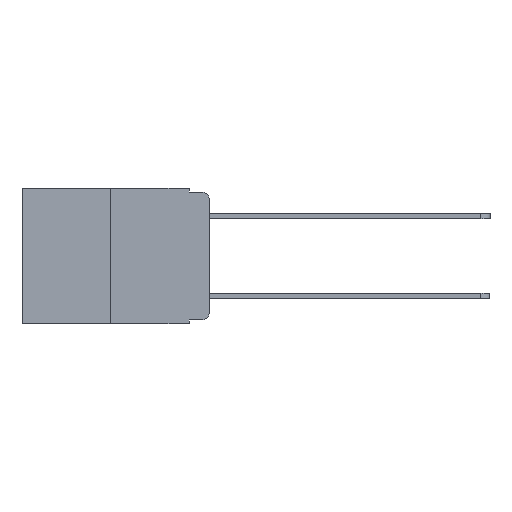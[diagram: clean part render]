
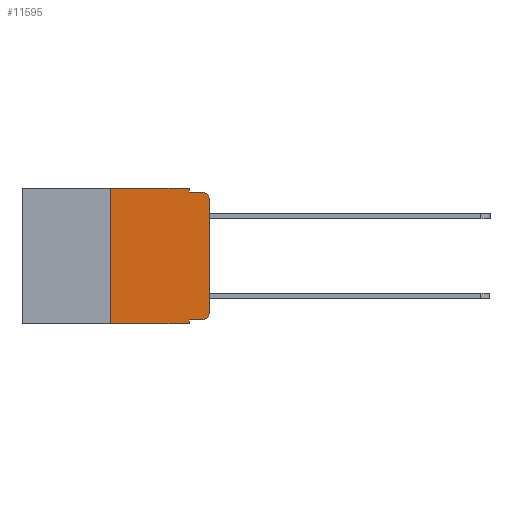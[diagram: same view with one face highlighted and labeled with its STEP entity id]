
A CAD part, left-side view. The second image highlights one B-rep face of the part: STEP entity #11595.
In plain terms, the highlighted planar face has unit normal (-1, 0, 0).
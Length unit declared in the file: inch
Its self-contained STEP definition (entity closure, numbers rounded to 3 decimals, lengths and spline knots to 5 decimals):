
#141 = CARTESIAN_POINT ( 'NONE',  ( 0., 0.051, -0.01 ) ) ;
#195 = VECTOR ( 'NONE', #3605, 39.37008 ) ;
#345 = LINE ( 'NONE', #14222, #18872 ) ;
#559 = EDGE_CURVE ( 'NONE', #18125, #5667, #2114, .T. ) ;
#1029 = DIRECTION ( 'NONE',  ( 0., 0., 1. ) ) ;
#1076 = VERTEX_POINT ( 'NONE', #16907 ) ;
#1368 = DIRECTION ( 'NONE',  ( 0., 0., -1. ) ) ;
#1584 = DIRECTION ( 'NONE',  ( 0., 0., -1. ) ) ;
#1669 = VERTEX_POINT ( 'NONE', #8238 ) ;
#2114 = CIRCLE ( 'NONE', #7206, 0.02 ) ;
#2120 = CARTESIAN_POINT ( 'NONE',  ( 0., 0.051, 0. ) ) ;
#2291 = CARTESIAN_POINT ( 'NONE',  ( 0., 0.473, 0. ) ) ;
#2342 = VERTEX_POINT ( 'NONE', #17203 ) ;
#2374 = CARTESIAN_POINT ( 'NONE',  ( 0., 0., -0.313 ) ) ;
#2389 = DIRECTION ( 'NONE',  ( 0., 0., -1. ) ) ;
#2510 = ORIENTED_EDGE ( 'NONE', *, *, #11443, .T. ) ;
#2538 = DIRECTION ( 'NONE',  ( 0., -1., 0. ) ) ;
#2585 = CARTESIAN_POINT ( 'NONE',  ( 0., 0., -0.03 ) ) ;
#2677 = CARTESIAN_POINT ( 'NONE',  ( 0., 0.051, -0.333 ) ) ;
#2782 = CIRCLE ( 'NONE', #10936, 0.02 ) ;
#2833 = ORIENTED_EDGE ( 'NONE', *, *, #15425, .F. ) ;
#2947 = VECTOR ( 'NONE', #1029, 39.37008 ) ;
#2961 = CARTESIAN_POINT ( 'NONE',  ( 0., 0.473, -0.343 ) ) ;
#3011 = FACE_OUTER_BOUND ( 'NONE', #6997, .T. ) ;
#3070 = ORIENTED_EDGE ( 'NONE', *, *, #559, .T. ) ;
#3225 = CARTESIAN_POINT ( 'NONE',  ( 0., 0.02, -0.333 ) ) ;
#3605 = DIRECTION ( 'NONE',  ( 0., 0., -1. ) ) ;
#3626 = EDGE_CURVE ( 'NONE', #1669, #18125, #13650, .T. ) ;
#3641 = EDGE_CURVE ( 'NONE', #1076, #2342, #13197, .T. ) ;
#3783 = DIRECTION ( 'NONE',  ( 0., 0., -1. ) ) ;
#3861 = CARTESIAN_POINT ( 'NONE',  ( 0., 0.051, 0. ) ) ;
#3897 = EDGE_CURVE ( 'NONE', #6401, #18395, #13413, .T. ) ;
#4025 = LINE ( 'NONE', #2961, #14763 ) ;
#4169 = DIRECTION ( 'NONE',  ( 0., -1., 0. ) ) ;
#4365 = LINE ( 'NONE', #141, #15650 ) ;
#5272 = CARTESIAN_POINT ( 'NONE',  ( 0., 0.02, -0.01 ) ) ;
#5667 = VERTEX_POINT ( 'NONE', #2374 ) ;
#5768 = AXIS2_PLACEMENT_3D ( 'NONE', #2291, #12498, #3783 ) ;
#5860 = EDGE_CURVE ( 'NONE', #5667, #17954, #18473, .T. ) ;
#6065 = DIRECTION ( 'NONE',  ( 0., -1., 0. ) ) ;
#6365 = VECTOR ( 'NONE', #4169, 39.37008 ) ;
#6401 = VERTEX_POINT ( 'NONE', #3861 ) ;
#6997 = EDGE_LOOP ( 'NONE', ( #7473, #2510, #11379, #18218, #2833, #18833, #12363, #7948, #8306, #3070 ) ) ;
#7206 = AXIS2_PLACEMENT_3D ( 'NONE', #12587, #11880, #2389 ) ;
#7473 = ORIENTED_EDGE ( 'NONE', *, *, #5860, .T. ) ;
#7515 = PLANE ( 'NONE',  #5768 ) ;
#7948 = ORIENTED_EDGE ( 'NONE', *, *, #18307, .F. ) ;
#8238 = CARTESIAN_POINT ( 'NONE',  ( 0., 0.051, -0.333 ) ) ;
#8306 = ORIENTED_EDGE ( 'NONE', *, *, #3626, .T. ) ;
#8496 = EDGE_CURVE ( 'NONE', #1076, #18064, #4025, .T. ) ;
#9295 = VECTOR ( 'NONE', #18769, 39.37008 ) ;
#10107 = DIRECTION ( 'NONE',  ( -1., 0., 0. ) ) ;
#10936 = AXIS2_PLACEMENT_3D ( 'NONE', #18880, #10107, #1368 ) ;
#11017 = CARTESIAN_POINT ( 'NONE',  ( 0., 0.051, -0.01 ) ) ;
#11379 = ORIENTED_EDGE ( 'NONE', *, *, #18072, .F. ) ;
#11443 = EDGE_CURVE ( 'NONE', #17954, #13440, #2782, .T. ) ;
#11595 = ADVANCED_FACE ( 'NONE', ( #3011 ), #7515, .F. ) ;
#11841 = LINE ( 'NONE', #2120, #195 ) ;
#11880 = DIRECTION ( 'NONE',  ( -1., 0., 0. ) ) ;
#12363 = ORIENTED_EDGE ( 'NONE', *, *, #8496, .T. ) ;
#12498 = DIRECTION ( 'NONE',  ( 1., 0., 0. ) ) ;
#12587 = CARTESIAN_POINT ( 'NONE',  ( 0., 0.02, -0.313 ) ) ;
#12661 = CARTESIAN_POINT ( 'NONE',  ( 0., 0., 0. ) ) ;
#13197 = LINE ( 'NONE', #16974, #9295 ) ;
#13284 = CARTESIAN_POINT ( 'NONE',  ( 0., 0.051, 0. ) ) ;
#13413 = LINE ( 'NONE', #13284, #17286 ) ;
#13440 = VERTEX_POINT ( 'NONE', #5272 ) ;
#13650 = LINE ( 'NONE', #2677, #6365 ) ;
#14222 = CARTESIAN_POINT ( 'NONE',  ( 0., 0.473, 0. ) ) ;
#14658 = DIRECTION ( 'NONE',  ( 0., -1., 0. ) ) ;
#14763 = VECTOR ( 'NONE', #14658, 39.37008 ) ;
#15425 = EDGE_CURVE ( 'NONE', #2342, #6401, #345, .T. ) ;
#15650 = VECTOR ( 'NONE', #6065, 39.37008 ) ;
#16907 = CARTESIAN_POINT ( 'NONE',  ( 0., 0.25, -0.343 ) ) ;
#16974 = CARTESIAN_POINT ( 'NONE',  ( 0., 0.25, 0. ) ) ;
#17203 = CARTESIAN_POINT ( 'NONE',  ( 0., 0.25, 0. ) ) ;
#17286 = VECTOR ( 'NONE', #1584, 39.37008 ) ;
#17651 = CARTESIAN_POINT ( 'NONE',  ( 0., 0.051, -0.343 ) ) ;
#17954 = VERTEX_POINT ( 'NONE', #2585 ) ;
#18064 = VERTEX_POINT ( 'NONE', #17651 ) ;
#18072 = EDGE_CURVE ( 'NONE', #18395, #13440, #4365, .T. ) ;
#18125 = VERTEX_POINT ( 'NONE', #3225 ) ;
#18218 = ORIENTED_EDGE ( 'NONE', *, *, #3897, .F. ) ;
#18307 = EDGE_CURVE ( 'NONE', #1669, #18064, #11841, .T. ) ;
#18395 = VERTEX_POINT ( 'NONE', #11017 ) ;
#18473 = LINE ( 'NONE', #12661, #2947 ) ;
#18769 = DIRECTION ( 'NONE',  ( 0., 0., 1. ) ) ;
#18833 = ORIENTED_EDGE ( 'NONE', *, *, #3641, .F. ) ;
#18872 = VECTOR ( 'NONE', #2538, 39.37008 ) ;
#18880 = CARTESIAN_POINT ( 'NONE',  ( 0., 0.02, -0.03 ) ) ;
